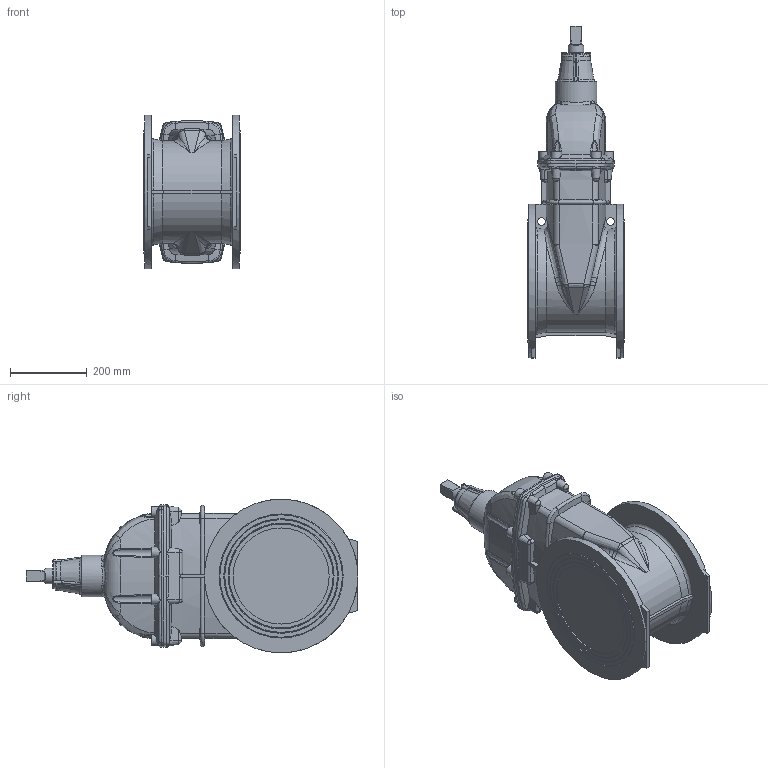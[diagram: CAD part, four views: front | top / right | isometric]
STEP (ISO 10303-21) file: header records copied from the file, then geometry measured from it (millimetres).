
FILE_DESCRIPTION (( 'STEP AP203' ), '1' );
FILE_NAME ('O_06_30_DN250_AA1_step.step', '2016-05-18T09:17:33', ( 'Windows User' ), ( 'AVK' ), 'SwSTEP 2.0', 'SolidWorks 2012', '' );
FILE_SCHEMA (( 'CONFIG_CONTROL_DESIGN' ));
Length unit declared in the file: millimetre
Products named in the file (1): O_06_30_DN250_AA1_step
Bounding box: 250 x 864 x 400 mm (x, y, z)
Volume: 34254831.2 mm3; surface area: 1035569.4 mm2
Topology: 1 solids, 1 shells, 446 faces, 1175 edges, 732 vertices
Faces by surface type: bspline 132, plane 107, cylinder 82, cone 81, torus 40, sphere 4
Full cylindrical faces by diameter (mm): 20 x2, 40 x1, 108 x1, 250 x2, 400 x2
Entity records: 25534 total; most frequent: CARTESIAN_POINT 16151, ORIENTED_EDGE 2278, DIRECTION 1497, EDGE_CURVE 1139, VERTEX_POINT 727, AXIS2_PLACEMENT_3D 633, B_SPLINE_CURVE_WITH_KNOTS 512, EDGE_LOOP 482
